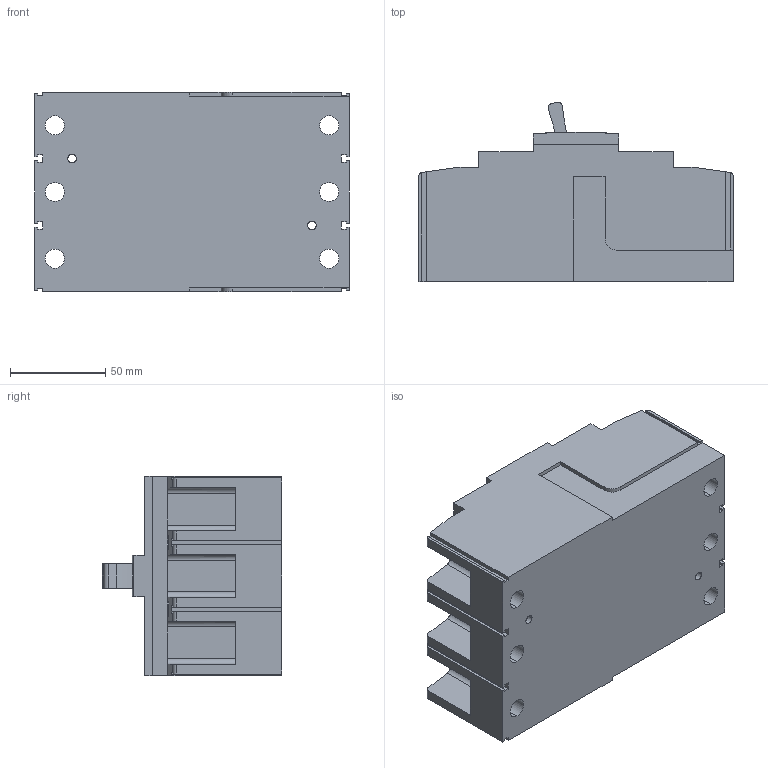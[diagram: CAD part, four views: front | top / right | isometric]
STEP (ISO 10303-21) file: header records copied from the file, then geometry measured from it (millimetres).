
FILE_DESCRIPTION((''),'2;1');
FILE_NAME('EX_BODY_X250_3P_ADJ_4_OVERSEA','2010-04-20T',('Nakamura'),(''),'PRO/ENGINEER BY PARAMETRIC TECHNOLOGY CORPORATION, 2006300','PRO/ENGINEER BY PARAMETRIC TECHNOLOGY CORPORATION, 2006300','');
FILE_SCHEMA(('CONFIG_CONTROL_DESIGN'));
Length unit declared in the file: millimetre
Products named in the file (1): EX_BODY_X250_3P_ADJ_4_OVERSEA
Bounding box: 165 x 94.2 x 105 mm (x, y, z)
Volume: 1013845.9 mm3; surface area: 92328.3 mm2
Topology: 1 solids, 1 shells, 265 faces, 752 edges, 500 vertices
Faces by surface type: plane 201, cylinder 64
Entity records: 8668 total; most frequent: CARTESIAN_POINT 1587, ORIENTED_EDGE 1504, DIRECTION 1414, EDGE_CURVE 752, VECTOR 584, LINE 584, VERTEX_POINT 500, AXIS2_PLACEMENT_3D 415
